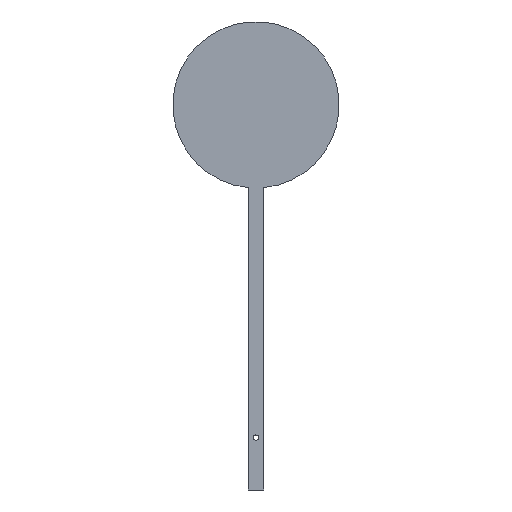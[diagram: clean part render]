
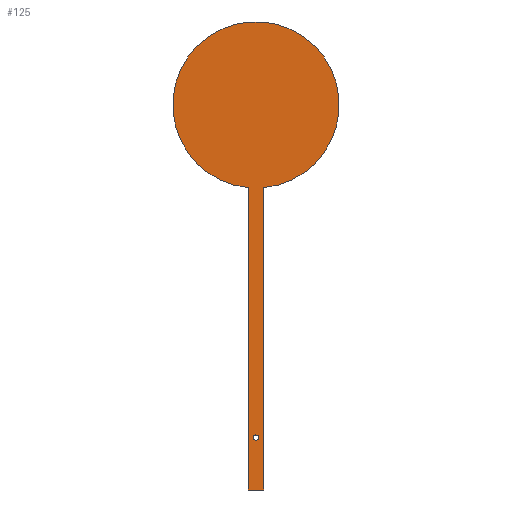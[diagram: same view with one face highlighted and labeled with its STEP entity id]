
A CAD part, left-side view. The second image highlights one B-rep face of the part: STEP entity #125.
In plain terms, the highlighted planar face has unit normal (-1, 0, 0).
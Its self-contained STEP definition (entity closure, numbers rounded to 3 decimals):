
#16=FACE_BOUND('',#35,.T.);
#19=PLANE('',#150);
#26=FACE_OUTER_BOUND('',#34,.T.);
#34=EDGE_LOOP('',(#106,#107,#108,#109));
#35=EDGE_LOOP('',(#110));
#41=LINE('',#206,#52);
#46=LINE('',#216,#57);
#47=LINE('',#217,#58);
#52=VECTOR('',#172,10.);
#57=VECTOR('',#181,10.);
#58=VECTOR('',#182,10.);
#60=CIRCLE('',#143,1.);
#62=CIRCLE('',#146,31.75);
#64=VERTEX_POINT('',#190);
#66=VERTEX_POINT('',#196);
#67=VERTEX_POINT('',#197);
#70=VERTEX_POINT('',#205);
#73=VERTEX_POINT('',#215);
#74=EDGE_CURVE('',#64,#64,#60,.T.);
#77=EDGE_CURVE('',#66,#67,#62,.T.);
#81=EDGE_CURVE('',#70,#66,#41,.T.);
#86=EDGE_CURVE('',#70,#73,#46,.T.);
#87=EDGE_CURVE('',#73,#67,#47,.T.);
#106=ORIENTED_EDGE('',*,*,#86,.F.);
#107=ORIENTED_EDGE('',*,*,#81,.T.);
#108=ORIENTED_EDGE('',*,*,#77,.T.);
#109=ORIENTED_EDGE('',*,*,#87,.F.);
#110=ORIENTED_EDGE('',*,*,#74,.T.);
#125=ADVANCED_FACE('',(#26,#16),#19,.T.);
#143=AXIS2_PLACEMENT_3D('',#191,#157,#158);
#146=AXIS2_PLACEMENT_3D('',#198,#164,#165);
#150=AXIS2_PLACEMENT_3D('',#214,#179,#180);
#157=DIRECTION('center_axis',(1.,0.,0.));
#158=DIRECTION('ref_axis',(0.,-1.,0.));
#164=DIRECTION('center_axis',(-1.,0.,0.));
#165=DIRECTION('ref_axis',(0.,-1.,0.));
#172=DIRECTION('',(0.,0.,1.));
#179=DIRECTION('center_axis',(-1.,0.,0.));
#180=DIRECTION('ref_axis',(0.,-1.,0.));
#181=DIRECTION('',(0.,1.,0.));
#182=DIRECTION('',(0.,0.,1.));
#190=CARTESIAN_POINT('',(-3.,1.,20.));
#191=CARTESIAN_POINT('Origin',(-3.,0.,20.));
#196=CARTESIAN_POINT('',(-3.,-3.,115.392));
#197=CARTESIAN_POINT('',(-3.,3.,115.392));
#198=CARTESIAN_POINT('Origin',(-3.,0.,147.));
#205=CARTESIAN_POINT('',(-3.,-3.,0.));
#206=CARTESIAN_POINT('',(-3.,-3.,0.));
#214=CARTESIAN_POINT('Origin',(-3.,3.,0.));
#215=CARTESIAN_POINT('',(-3.,3.,0.));
#216=CARTESIAN_POINT('',(-3.,-3.,0.));
#217=CARTESIAN_POINT('',(-3.,3.,0.));
